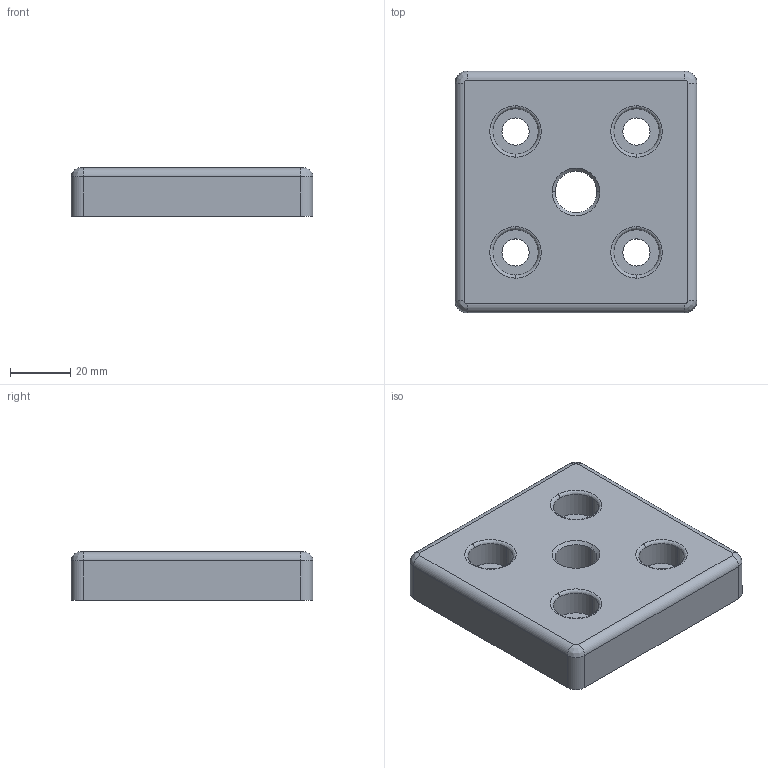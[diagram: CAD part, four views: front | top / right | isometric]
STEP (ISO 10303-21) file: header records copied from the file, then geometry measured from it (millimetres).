
FILE_DESCRIPTION (( 'STEP AP214' ), '1' );
FILE_NAME ('BASE08E1720-Plaque de base 80x80 M16, noir.step', '2023-03-24T09:49:01', ( 'Altae' ), ( '' ), 'SwSTEP 2.0', 'SolidWorks 2021', '' );
FILE_SCHEMA (( 'AUTOMOTIVE_DESIGN' ));
Length unit declared in the file: millimetre
Products named in the file (1): BASE08E1720-Plaque de base 80x80 M16, noir
Bounding box: 80 x 80 x 16 mm (x, y, z)
Volume: 57850.1 mm3; surface area: 29202 mm2
Topology: 1 solids, 1 shells, 259 faces, 620 edges, 349 vertices
Faces by surface type: cylinder 130, bspline 77, plane 50, cone 2
Entity records: 9925 total; most frequent: CARTESIAN_POINT 4239, DIRECTION 1204, ORIENTED_EDGE 1188, EDGE_CURVE 594, AXIS2_PLACEMENT_3D 482, VERTEX_POINT 349, CIRCLE 299, EDGE_LOOP 281
